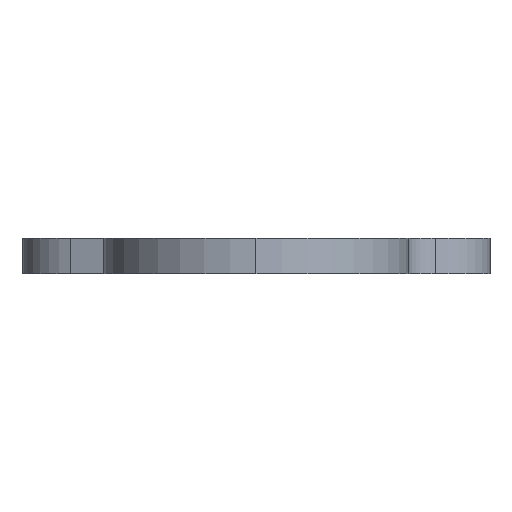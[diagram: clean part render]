
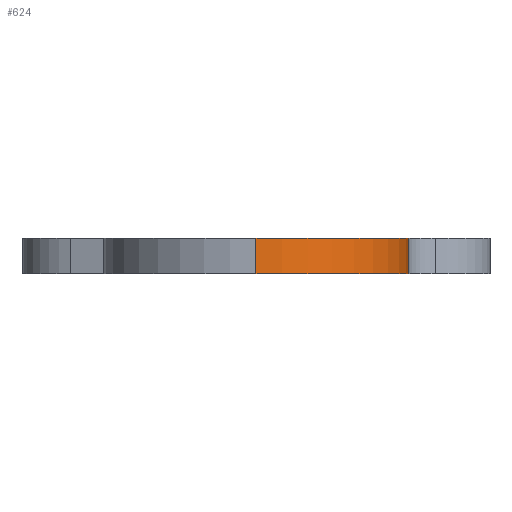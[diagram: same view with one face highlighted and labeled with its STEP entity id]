
A CAD part, left-side view. The second image highlights one B-rep face of the part: STEP entity #624.
In plain terms, the highlighted cylindrical face has radius 13 mm (diameter 26 mm), a partial arc.
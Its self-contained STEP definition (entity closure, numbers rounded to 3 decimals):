
#3 = AXIS2_PLACEMENT_3D ( 'NONE', #76, #77, #78 ) ;
#47 = LINE ( 'NONE', #48, #453 ) ;
#48 = CARTESIAN_POINT ( 'NONE',  ( -80., 0., 1.5 ) ) ;
#49 = DIRECTION ( 'NONE',  ( 0., 0., -1. ) ) ;
#76 = CARTESIAN_POINT ( 'NONE',  ( -67., 0., 1.5 ) ) ;
#77 = DIRECTION ( 'NONE',  ( 0., 0., 1. ) ) ;
#78 = DIRECTION ( 'NONE',  ( -1., 0., 0. ) ) ;
#136 = CARTESIAN_POINT ( 'NONE',  ( -67., 0., -1.5 ) ) ;
#137 = DIRECTION ( 'NONE',  ( 0., 0., 1. ) ) ;
#138 = DIRECTION ( 'NONE',  ( -1., 0., 0. ) ) ;
#214 = EDGE_LOOP ( 'NONE', ( #419, #421, #420, #422 ) ) ;
#264 = CARTESIAN_POINT ( 'NONE',  ( -67., -13., 1.5 ) ) ;
#265 = CARTESIAN_POINT ( 'NONE',  ( -67., -13., -1.5 ) ) ;
#267 = CARTESIAN_POINT ( 'NONE',  ( -80., 0., 1.5 ) ) ;
#270 = CARTESIAN_POINT ( 'NONE',  ( -80., 0., -1.5 ) ) ;
#419 = ORIENTED_EDGE ( 'NONE', *, *, #651, .F. ) ;
#420 = ORIENTED_EDGE ( 'NONE', *, *, #671, .T. ) ;
#421 = ORIENTED_EDGE ( 'NONE', *, *, #641, .T. ) ;
#422 = ORIENTED_EDGE ( 'NONE', *, *, #584, .F. ) ;
#453 = VECTOR ( 'NONE', #49, 1000. ) ;
#526 = CARTESIAN_POINT ( 'NONE',  ( -67., 0., 1.5 ) ) ;
#527 = DIRECTION ( 'NONE',  ( 0., 0., -1. ) ) ;
#528 = DIRECTION ( 'NONE',  ( -1., 0., 0. ) ) ;
#562 = CIRCLE ( 'NONE', #789, 13. ) ;
#570 = CIRCLE ( 'NONE', #3, 13. ) ;
#584 = EDGE_CURVE ( 'NONE', #809, #813, #698, .T. ) ;
#624 = ADVANCED_FACE ( 'NONE', ( #897 ), #899, .T. ) ;
#641 = EDGE_CURVE ( 'NONE', #820, #824, #47, .T. ) ;
#651 = EDGE_CURVE ( 'NONE', #820, #809, #570, .T. ) ;
#671 = EDGE_CURVE ( 'NONE', #824, #813, #562, .T. ) ;
#698 = LINE ( 'NONE', #699, #763 ) ;
#699 = CARTESIAN_POINT ( 'NONE',  ( -67., -13., 1.5 ) ) ;
#700 = DIRECTION ( 'NONE',  ( 0., 0., -1. ) ) ;
#763 = VECTOR ( 'NONE', #700, 1000. ) ;
#789 = AXIS2_PLACEMENT_3D ( 'NONE', #136, #137, #138 ) ;
#809 = VERTEX_POINT ( 'NONE', #264 ) ;
#813 = VERTEX_POINT ( 'NONE', #265 ) ;
#820 = VERTEX_POINT ( 'NONE', #267 ) ;
#824 = VERTEX_POINT ( 'NONE', #270 ) ;
#897 = FACE_OUTER_BOUND ( 'NONE', #214, .T. ) ;
#899 = CYLINDRICAL_SURFACE ( 'NONE', #901, 13. ) ;
#901 = AXIS2_PLACEMENT_3D ( 'NONE', #526, #527, #528 ) ;
